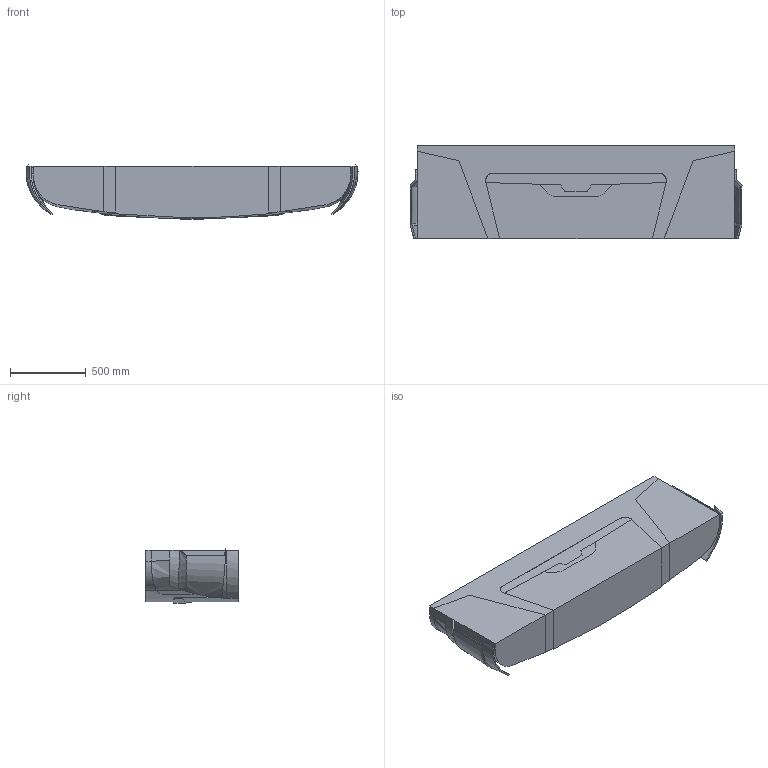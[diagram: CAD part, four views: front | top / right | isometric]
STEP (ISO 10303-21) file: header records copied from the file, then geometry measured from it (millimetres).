
FILE_DESCRIPTION (( 'STEP AP203' ), '1' );
FILE_NAME ('M5 - Model_004_merkez_7-1.IGS_Default_sldprt.STEP', '2023-01-17T08:11:25', ( '' ), ( '' ), 'SwSTEP 2.0', 'SolidWorks 2019', '' );
FILE_SCHEMA (( 'CONFIG_CONTROL_DESIGN' ));
Length unit declared in the file: millimetre
Products named in the file (1): M5 - Model_004_merkez_7-1.IGS_Default_sldprt
Bounding box: 2196.85 x 615.36 x 360.79 mm (x, y, z)
Surface area: 9396528.9 mm2 (no closed solid volume)
Topology: 0 solids, 22 shells, 133 faces, 456 edges, 345 vertices
Faces by surface type: bspline 133
Entity records: 29906 total; most frequent: CARTESIAN_POINT 27376, ORIENTED_EDGE 658, EDGE_CURVE 456, B_SPLINE_CURVE_WITH_KNOTS 443, VERTEX_POINT 345, EDGE_LOOP 135, ADVANCED_FACE 133, FACE_OUTER_BOUND 133
